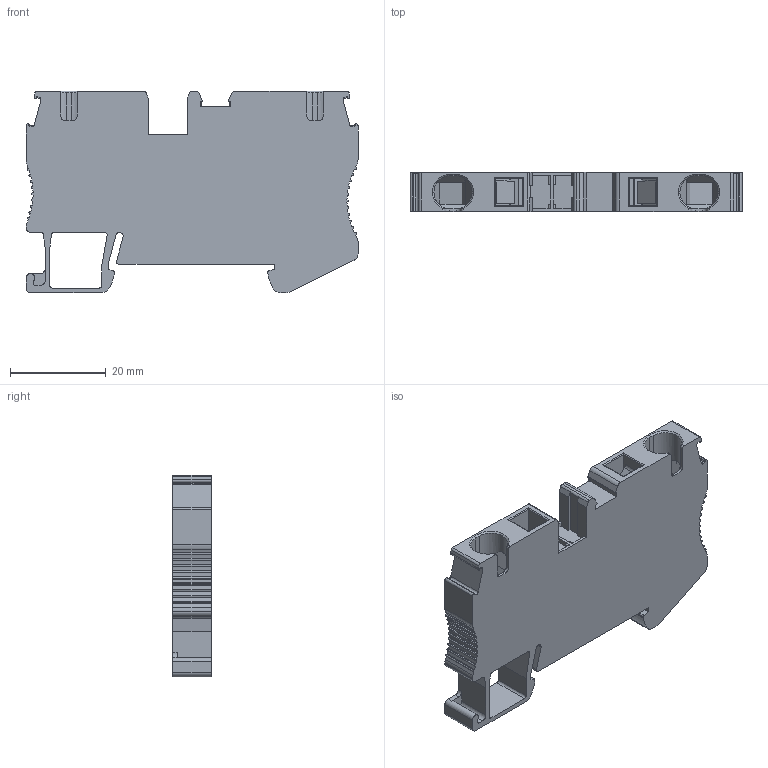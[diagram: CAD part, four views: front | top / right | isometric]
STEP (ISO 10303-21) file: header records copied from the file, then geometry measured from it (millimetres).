
FILE_DESCRIPTION( ('This file contains a STEP AP42 implementation' ,'as created by ZW3D STEP Interface translator.') ,'2;1' );
FILE_NAME( 'RNS 6傷赽耀倰.stp' ,'23 411.153449', (''), ('ZWCAD Software Co.'), 'Version 1.0', 'ZW3D to STEP translator', '' );
FILE_SCHEMA(('AUTOMOTIVE_DESIGN { 1 0 10303 214 1 1 1 1 }'));
Length unit declared in the file: millimetre
Products named in the file (2): 0; RNS 6傷赽8.16耀倰
Bounding box: 69.5 x 8.15 x 42.2 mm (x, y, z)
Volume: 17803.5 mm3; surface area: 8169.7 mm2
Topology: 1 solids, 3 shells, 368 faces, 1056 edges, 694 vertices
Faces by surface type: plane 209, cylinder 151, cone 4, torus 4
Entity records: 12541 total; most frequent: CARTESIAN_POINT 2366, ORIENTED_EDGE 2112, DIRECTION 2023, EDGE_CURVE 1056, VECTOR 719, LINE 719, VERTEX_POINT 694, AXIS2_PLACEMENT_3D 652
